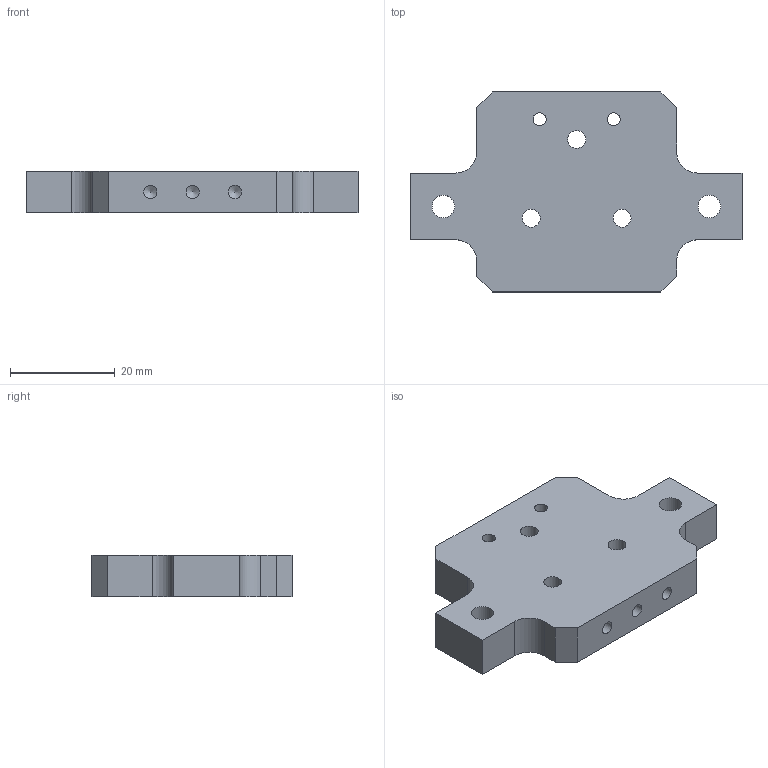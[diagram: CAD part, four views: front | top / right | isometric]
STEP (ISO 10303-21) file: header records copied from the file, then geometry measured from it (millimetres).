
FILE_DESCRIPTION(/* description */ (''),/* implementation_level */ '2;1');
FILE_NAME(/* name */ '0540_plate adapter voice coil magnet Lg.stp',/* time_stamp */ '2021-03-21T20:59:47-07:00',/* author */ (''),/* organization */ (''),/* preprocessor_version */ 'ST-DEVELOPER v14',/* originating_system */ 'SIEMENS PLM Software NX 8.0',/* authorisation */ '');
FILE_SCHEMA (('AUTOMOTIVE_DESIGN { 1 0 10303 214 3 1 1 1 }'));
Length unit declared in the file: millimetre
Products named in the file (1): 0540_plate adapter voice coil magnet Lg
Bounding box: 63.24 x 38.1 x 8 mm (x, y, z)
Volume: 13259.1 mm3; surface area: 5755.6 mm2
Topology: 1 solids, 1 shells, 41 faces, 110 edges, 74 vertices
Faces by surface type: plane 21, cylinder 17, cone 3
Full cylindrical faces by diameter (mm): 2.5 x5, 3.4 x3, 4.3 x2, 6.5 x3
Entity records: 1206 total; most frequent: DIRECTION 204, CARTESIAN_POINT 197, ORIENTED_EDGE 172, EDGE_CURVE 86, AXIS2_PLACEMENT_3D 76, EDGE_LOOP 74, VERTEX_POINT 69, FACE_BOUND 58
